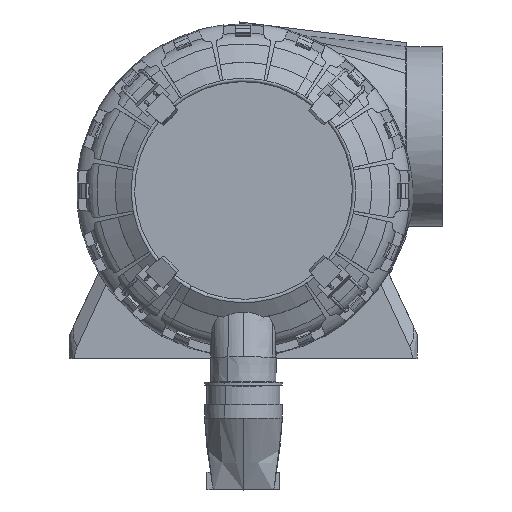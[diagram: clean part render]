
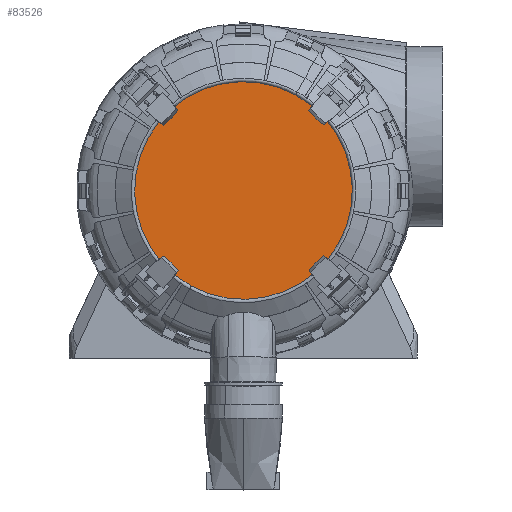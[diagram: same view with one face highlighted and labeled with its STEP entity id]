
A CAD part, top view. The second image highlights one B-rep face of the part: STEP entity #83526.
In plain terms, the highlighted planar face has unit normal (0, 0, 1).
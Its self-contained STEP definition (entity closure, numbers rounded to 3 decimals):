
#34675 = TOROIDAL_SURFACE('',#34676,92.642,1.8);
#34676 = AXIS2_PLACEMENT_3D('',#34677,#34678,#34679);
#34677 = CARTESIAN_POINT('',(0.,0.,370.45));
#34678 = DIRECTION('',(0.,0.,-1.));
#34679 = DIRECTION('',(0.479,0.878,0.));
#49717 = VERTEX_POINT('',#49718);
#49718 = CARTESIAN_POINT('',(43.568,79.751,370.8));
#49755 = TOROIDAL_SURFACE('',#49756,92.642,1.8);
#49756 = AXIS2_PLACEMENT_3D('',#49757,#49758,#49759);
#49757 = CARTESIAN_POINT('',(0.,0.,370.45));
#49758 = DIRECTION('',(0.,0.,-1.));
#49759 = DIRECTION('',(0.479,0.878,0.));
#49789 = EDGE_CURVE('',#49717,#49790,#49792,.T.);
#49790 = VERTEX_POINT('',#49791);
#49791 = CARTESIAN_POINT('',(-43.568,-79.751,370.8));
#49792 = SURFACE_CURVE('',#49793,(#49798,#49827),.PCURVE_S1.);
#49793 = CIRCLE('',#49794,90.876);
#49794 = AXIS2_PLACEMENT_3D('',#49795,#49796,#49797);
#49795 = CARTESIAN_POINT('',(0.,0.,370.8));
#49796 = DIRECTION('',(0.,0.,-1.));
#49797 = DIRECTION('',(0.,-1.,0.));
#49798 = PCURVE('',#34675,#49799);
#49799 = DEFINITIONAL_REPRESENTATION('',(#49800),#49826);
#49800 = B_SPLINE_CURVE_WITH_KNOTS('',3,(#49801,#49802,#49803,#49804,
    #49805,#49806,#49807,#49808,#49809,#49810,#49811,#49812,#49813,
    #49814,#49815,#49816,#49817,#49818,#49819,#49820,#49821,#49822,
    #49823,#49824,#49825),.UNSPECIFIED.,.F.,.F.,(4,1,1,1,1,1,1,1,1,1,1,1
    ,1,1,1,1,1,1,1,1,1,1,4),(3.642,3.784,
    3.927,4.07,4.213,4.356,
    4.498,4.641,4.784,4.927,
    5.07,5.212,5.355,5.498,
    5.641,5.784,5.926,6.069,
    6.212,6.355,6.498,6.64,
    6.783),.QUASI_UNIFORM_KNOTS.);
#49801 = CARTESIAN_POINT('',(0.,3.337));
#49802 = CARTESIAN_POINT('',(0.048,3.337));
#49803 = CARTESIAN_POINT('',(0.143,3.337));
#49804 = CARTESIAN_POINT('',(0.286,3.337));
#49805 = CARTESIAN_POINT('',(0.428,3.337));
#49806 = CARTESIAN_POINT('',(0.571,3.337));
#49807 = CARTESIAN_POINT('',(0.714,3.337));
#49808 = CARTESIAN_POINT('',(0.857,3.337));
#49809 = CARTESIAN_POINT('',(1.,3.337));
#49810 = CARTESIAN_POINT('',(1.142,3.337));
#49811 = CARTESIAN_POINT('',(1.285,3.337));
#49812 = CARTESIAN_POINT('',(1.428,3.337));
#49813 = CARTESIAN_POINT('',(1.571,3.337));
#49814 = CARTESIAN_POINT('',(1.714,3.337));
#49815 = CARTESIAN_POINT('',(1.856,3.337));
#49816 = CARTESIAN_POINT('',(1.999,3.337));
#49817 = CARTESIAN_POINT('',(2.142,3.337));
#49818 = CARTESIAN_POINT('',(2.285,3.337));
#49819 = CARTESIAN_POINT('',(2.428,3.337));
#49820 = CARTESIAN_POINT('',(2.57,3.337));
#49821 = CARTESIAN_POINT('',(2.713,3.337));
#49822 = CARTESIAN_POINT('',(2.856,3.337));
#49823 = CARTESIAN_POINT('',(2.999,3.337));
#49824 = CARTESIAN_POINT('',(3.094,3.337));
#49825 = CARTESIAN_POINT('',(3.142,3.337));
#49826 = ( GEOMETRIC_REPRESENTATION_CONTEXT(2) 
PARAMETRIC_REPRESENTATION_CONTEXT() REPRESENTATION_CONTEXT('2D SPACE',''
  ) );
#49827 = PCURVE('',#49828,#49833);
#49828 = PLANE('',#49829);
#49829 = AXIS2_PLACEMENT_3D('',#49830,#49831,#49832);
#49830 = CARTESIAN_POINT('',(0.,0.,370.8));
#49831 = DIRECTION('',(0.,0.,-1.));
#49832 = DIRECTION('',(-1.,0.,0.));
#49833 = DEFINITIONAL_REPRESENTATION('',(#49834),#49838);
#49834 = CIRCLE('',#49835,90.876);
#49835 = AXIS2_PLACEMENT_2D('',#49836,#49837);
#49836 = CARTESIAN_POINT('',(0.,0.));
#49837 = DIRECTION('',(0.,-1.));
#49838 = ( GEOMETRIC_REPRESENTATION_CONTEXT(2) 
PARAMETRIC_REPRESENTATION_CONTEXT() REPRESENTATION_CONTEXT('2D SPACE',''
  ) );
#82704 = EDGE_CURVE('',#49790,#49717,#82705,.T.);
#82705 = SURFACE_CURVE('',#82706,(#82711,#82740),.PCURVE_S1.);
#82706 = CIRCLE('',#82707,90.876);
#82707 = AXIS2_PLACEMENT_3D('',#82708,#82709,#82710);
#82708 = CARTESIAN_POINT('',(0.,0.,370.8));
#82709 = DIRECTION('',(0.,0.,-1.));
#82710 = DIRECTION('',(0.,-1.,0.));
#82711 = PCURVE('',#49755,#82712);
#82712 = DEFINITIONAL_REPRESENTATION('',(#82713),#82739);
#82713 = B_SPLINE_CURVE_WITH_KNOTS('',3,(#82714,#82715,#82716,#82717,
    #82718,#82719,#82720,#82721,#82722,#82723,#82724,#82725,#82726,
    #82727,#82728,#82729,#82730,#82731,#82732,#82733,#82734,#82735,
    #82736,#82737,#82738),.UNSPECIFIED.,.F.,.F.,(4,1,1,1,1,1,1,1,1,1,1,1
    ,1,1,1,1,1,1,1,1,1,1,4),(0.5,0.643,
    0.786,0.928,1.071,1.214,
    1.357,1.5,1.642,1.785,
    1.928,2.071,2.214,2.356,
    2.499,2.642,2.785,2.928,
    3.07,3.213,3.356,3.499,
    3.642),.QUASI_UNIFORM_KNOTS.);
#82714 = CARTESIAN_POINT('',(3.142,3.337));
#82715 = CARTESIAN_POINT('',(3.189,3.337));
#82716 = CARTESIAN_POINT('',(3.284,3.337));
#82717 = CARTESIAN_POINT('',(3.427,3.337));
#82718 = CARTESIAN_POINT('',(3.57,3.337));
#82719 = CARTESIAN_POINT('',(3.713,3.337));
#82720 = CARTESIAN_POINT('',(3.856,3.337));
#82721 = CARTESIAN_POINT('',(3.998,3.337));
#82722 = CARTESIAN_POINT('',(4.141,3.337));
#82723 = CARTESIAN_POINT('',(4.284,3.337));
#82724 = CARTESIAN_POINT('',(4.427,3.337));
#82725 = CARTESIAN_POINT('',(4.57,3.337));
#82726 = CARTESIAN_POINT('',(4.712,3.337));
#82727 = CARTESIAN_POINT('',(4.855,3.337));
#82728 = CARTESIAN_POINT('',(4.998,3.337));
#82729 = CARTESIAN_POINT('',(5.141,3.337));
#82730 = CARTESIAN_POINT('',(5.284,3.337));
#82731 = CARTESIAN_POINT('',(5.426,3.337));
#82732 = CARTESIAN_POINT('',(5.569,3.337));
#82733 = CARTESIAN_POINT('',(5.712,3.337));
#82734 = CARTESIAN_POINT('',(5.855,3.337));
#82735 = CARTESIAN_POINT('',(5.998,3.337));
#82736 = CARTESIAN_POINT('',(6.14,3.337));
#82737 = CARTESIAN_POINT('',(6.236,3.337));
#82738 = CARTESIAN_POINT('',(6.283,3.337));
#82739 = ( GEOMETRIC_REPRESENTATION_CONTEXT(2) 
PARAMETRIC_REPRESENTATION_CONTEXT() REPRESENTATION_CONTEXT('2D SPACE',''
  ) );
#82740 = PCURVE('',#49828,#82741);
#82741 = DEFINITIONAL_REPRESENTATION('',(#82742),#82746);
#82742 = CIRCLE('',#82743,90.876);
#82743 = AXIS2_PLACEMENT_2D('',#82744,#82745);
#82744 = CARTESIAN_POINT('',(0.,0.));
#82745 = DIRECTION('',(0.,-1.));
#82746 = ( GEOMETRIC_REPRESENTATION_CONTEXT(2) 
PARAMETRIC_REPRESENTATION_CONTEXT() REPRESENTATION_CONTEXT('2D SPACE',''
  ) );
#83526 = ADVANCED_FACE('',(#83527),#49828,.F.);
#83527 = FACE_BOUND('',#83528,.T.);
#83528 = EDGE_LOOP('',(#83529,#83530));
#83529 = ORIENTED_EDGE('',*,*,#82704,.F.);
#83530 = ORIENTED_EDGE('',*,*,#49789,.F.);
